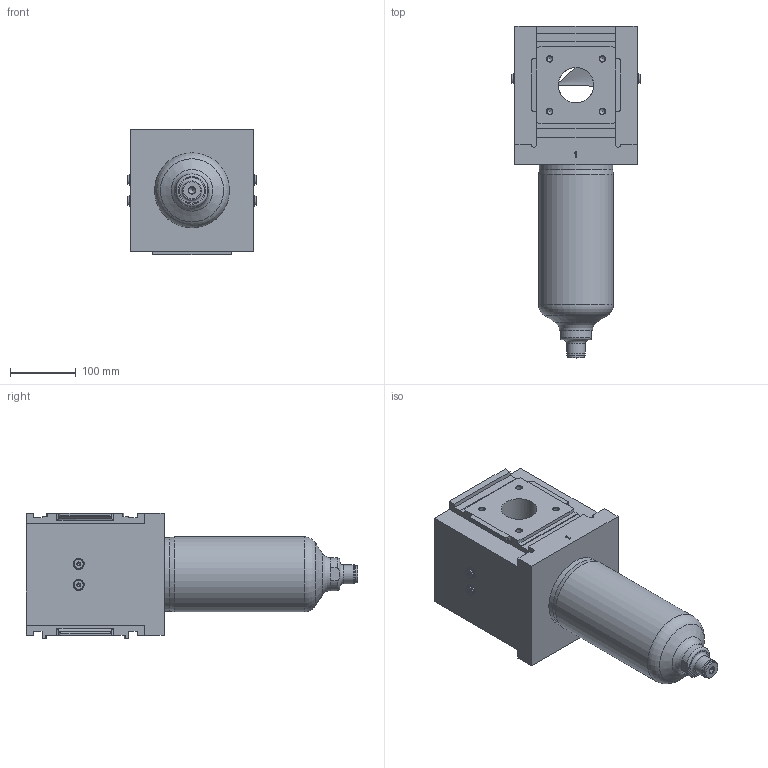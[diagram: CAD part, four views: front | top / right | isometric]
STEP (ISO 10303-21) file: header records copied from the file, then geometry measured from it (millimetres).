
FILE_DESCRIPTION(/* description */ ('STEP AP214'),/* implementation_level */ '2;1');
FILE_NAME(/* name */ '1364705_PFML-186-HP3-AST',/* time_stamp */ '2024-09-13T18:26:24+02:00',/* author */ ('License CC BY-ND 4.0'),/* organization */ ('CADENAS'),/* preprocessor_version */ 'ST-DEVELOPER v19.3',/* originating_system */ 'PARTsolutions',/* authorisation */ ' ');
FILE_SCHEMA (('AUTOMOTIVE_DESIGN {1 0 10303 214 3 1 1}'));
Length unit declared in the file: millimetre
Products named in the file (6): 1364705 PFML-186-HP3-AST; 1364705 PFML-186-HP3-AST - P1; 1763368 1763368; DIN-908 G1/2A; 1810662 1810662; DIN-908 G1/8A
Assembly tree (11 placements, depth 2):
  1364705 PFML-186-HP3-AST
    1364705 PFML-186-HP3-AST - P1
    1763368 1763368
    DIN-908 G1/2A
    1810662 1810662  x4
    DIN-908 G1/8A  x4
Bounding box: 195.6 x 505 x 191 mm (x, y, z)
Volume: 7999402.6 mm3; surface area: 410551.9 mm2
Topology: 11 solids, 11 shells, 384 faces, 916 edges, 590 vertices
Faces by surface type: plane 182, cone 104, cylinder 94, torus 4
Full cylindrical faces by diameter (mm): 6.7 x4, 8.376 x16, 8.566 x4, 9.728 x4, 10.35 x4, 12.4 x1, 14 x4, 16 x4, 17 x4, 18.631 x1, 20.955 x1, 21.5 x1, 26 x1, 28.6 x1, 28.7 x1, 54 x2, 56.656 x1, 63 x1, 70 x1, 104 x1, 112 x1, 114 x1
Entity records: 8078 total; most frequent: CARTESIAN_POINT 1485, DIRECTION 1369, ORIENTED_EDGE 1144, EDGE_CURVE 572, AXIS2_PLACEMENT_3D 513, FACE_BOUND 443, VERTEX_POINT 441, EDGE_LOOP 421
